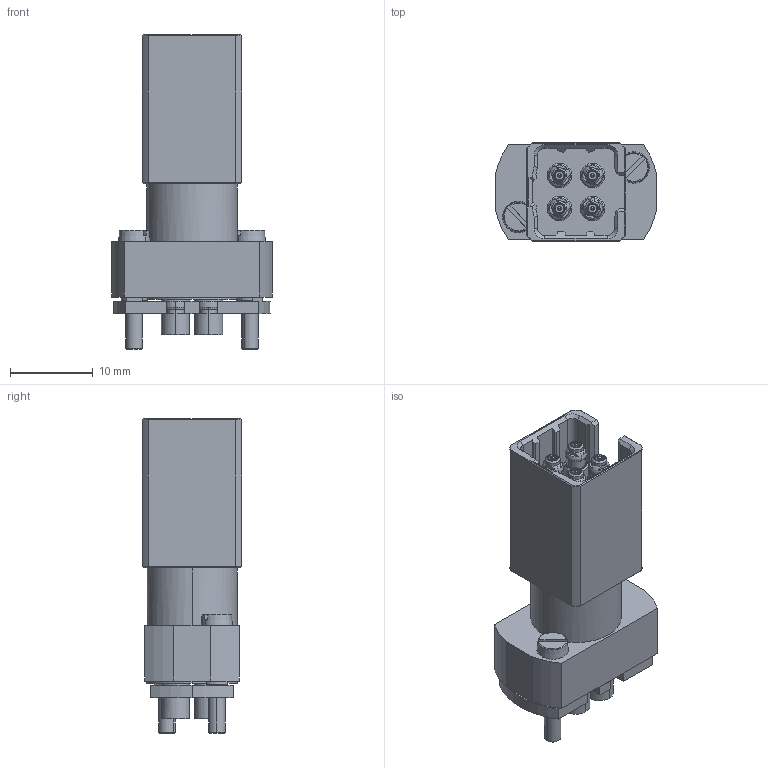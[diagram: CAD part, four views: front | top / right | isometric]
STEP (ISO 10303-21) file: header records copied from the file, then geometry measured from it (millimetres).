
FILE_DESCRIPTION (( 'STEP AP214' ), '1' );
FILE_NAME ('MOD-HF77-0004BG04-1~-b.STEP', '2022-03-23T10:10:46', ( 'firstrun' ), ( 'Hewlett-Packard Company' ), 'SwSTEP 2.0', 'SolidWorks 2020', '' );
FILE_SCHEMA (( 'AUTOMOTIVE_DESIGN' ));
Length unit declared in the file: millimetre
Products named in the file (1): MOD-HF77-0004BG04-1~-b
Bounding box: 19.5 x 12 x 38.05 mm (x, y, z)
Volume: 4369.1 mm3; surface area: 3255.1 mm2
Topology: 1 solids, 1 shells, 597 faces, 1487 edges, 927 vertices
Faces by surface type: plane 252, cylinder 160, cone 100, bspline 49, sphere 24, torus 12
Entity records: 25327 total; most frequent: CARTESIAN_POINT 5807, DIRECTION 2972, ORIENTED_EDGE 2950, EDGE_CURVE 1475, AXIS2_PLACEMENT_3D 1100, VERTEX_POINT 923, LINE 772, VECTOR 772
